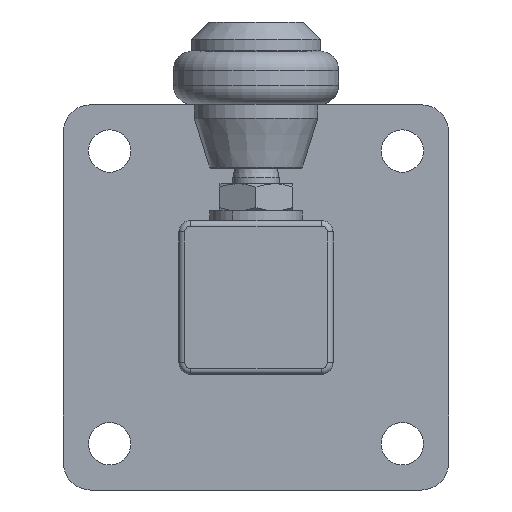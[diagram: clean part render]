
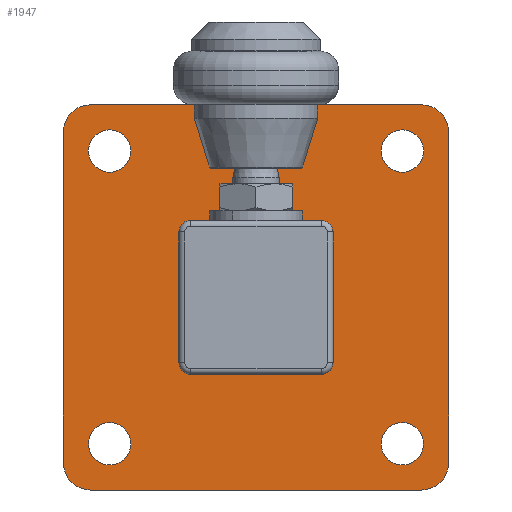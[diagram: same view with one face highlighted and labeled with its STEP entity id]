
A CAD part, front view. The second image highlights one B-rep face of the part: STEP entity #1947.
In plain terms, the highlighted planar face has unit normal (0, -1, 0).
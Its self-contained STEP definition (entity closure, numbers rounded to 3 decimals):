
#73 = CARTESIAN_POINT ( 'NONE',  ( -38., -4., -38. ) ) ;
#135 = VECTOR ( 'NONE', #1386, 1000. ) ;
#172 = VERTEX_POINT ( 'NONE', #4374 ) ;
#194 = VERTEX_POINT ( 'NONE', #1544 ) ;
#251 = CARTESIAN_POINT ( 'NONE',  ( -38., -4., -38. ) ) ;
#361 = VECTOR ( 'NONE', #4690, 1000. ) ;
#394 = AXIS2_PLACEMENT_3D ( 'NONE', #251, #2533, #3034 ) ;
#452 = VERTEX_POINT ( 'NONE', #5760 ) ;
#453 = EDGE_CURVE ( 'NONE', #861, #194, #5103, .T. ) ;
#472 = DIRECTION ( 'NONE',  ( 1., 0., 0. ) ) ;
#478 = CIRCLE ( 'NONE', #1518, 7. ) ;
#495 = ORIENTED_EDGE ( 'NONE', *, *, #6190, .T. ) ;
#544 = DIRECTION ( 'NONE',  ( 1., 0., 0. ) ) ;
#623 = EDGE_CURVE ( 'NONE', #172, #5511, #1634, .T. ) ;
#666 = DIRECTION ( 'NONE',  ( 0., 1., 0. ) ) ;
#723 = EDGE_CURVE ( 'NONE', #2414, #7033, #2103, .T. ) ;
#739 = EDGE_CURVE ( 'NONE', #194, #452, #4535, .T. ) ;
#812 = ORIENTED_EDGE ( 'NONE', *, *, #1490, .T. ) ;
#842 = DIRECTION ( 'NONE',  ( 0., -1., 0. ) ) ;
#861 = VERTEX_POINT ( 'NONE', #1864 ) ;
#885 = CARTESIAN_POINT ( 'NONE',  ( 38., -4., 43.5 ) ) ;
#889 = AXIS2_PLACEMENT_3D ( 'NONE', #2714, #5476, #4242 ) ;
#905 = VERTEX_POINT ( 'NONE', #4944 ) ;
#984 = EDGE_CURVE ( 'NONE', #1498, #861, #5525, .T. ) ;
#996 = DIRECTION ( 'NONE',  ( 0., -1., 0. ) ) ;
#1014 = DIRECTION ( 'NONE',  ( 0., 1., 0. ) ) ;
#1022 = EDGE_CURVE ( 'NONE', #452, #6093, #478, .T. ) ;
#1050 = EDGE_LOOP ( 'NONE', ( #812, #2407, #5778, #3972, #4316, #2635, #6399, #5793 ) ) ;
#1150 = ORIENTED_EDGE ( 'NONE', *, *, #6352, .T. ) ;
#1386 = DIRECTION ( 'NONE',  ( 0., 0., 1. ) ) ;
#1480 = CARTESIAN_POINT ( 'NONE',  ( -38., -4., 43.5 ) ) ;
#1490 = EDGE_CURVE ( 'NONE', #7033, #4998, #4840, .T. ) ;
#1498 = VERTEX_POINT ( 'NONE', #1530 ) ;
#1518 = AXIS2_PLACEMENT_3D ( 'NONE', #1528, #996, #4868 ) ;
#1528 = CARTESIAN_POINT ( 'NONE',  ( 43., -4., -43. ) ) ;
#1530 = CARTESIAN_POINT ( 'NONE',  ( -50., -4., 43. ) ) ;
#1544 = CARTESIAN_POINT ( 'NONE',  ( -43., -4., -50. ) ) ;
#1634 = CIRCLE ( 'NONE', #5688, 5.5 ) ;
#1657 = CIRCLE ( 'NONE', #5718, 5.5 ) ;
#1658 = AXIS2_PLACEMENT_3D ( 'NONE', #2702, #1014, #6487 ) ;
#1693 = CARTESIAN_POINT ( 'NONE',  ( 43., -4., 50. ) ) ;
#1750 = CARTESIAN_POINT ( 'NONE',  ( 38., -4., -38. ) ) ;
#1783 = CIRCLE ( 'NONE', #7115, 5.5 ) ;
#1828 = EDGE_CURVE ( 'NONE', #6093, #2414, #5853, .T. ) ;
#1864 = CARTESIAN_POINT ( 'NONE',  ( -50., -4., -43. ) ) ;
#1947 = ADVANCED_FACE ( 'NONE', ( #4829, #7044, #3656, #3765, #6572 ), #3252, .T. ) ;
#1961 = CARTESIAN_POINT ( 'NONE',  ( 38., -4., -38. ) ) ;
#2103 = CIRCLE ( 'NONE', #5344, 7. ) ;
#2116 = CARTESIAN_POINT ( 'NONE',  ( 50., -4., 50. ) ) ;
#2174 = EDGE_LOOP ( 'NONE', ( #2819, #3668 ) ) ;
#2226 = EDGE_LOOP ( 'NONE', ( #495, #1150 ) ) ;
#2318 = EDGE_CURVE ( 'NONE', #5511, #172, #5858, .T. ) ;
#2388 = DIRECTION ( 'NONE',  ( 1., 0., 0. ) ) ;
#2397 = CARTESIAN_POINT ( 'NONE',  ( 50., -4., -50. ) ) ;
#2407 = ORIENTED_EDGE ( 'NONE', *, *, #4259, .T. ) ;
#2414 = VERTEX_POINT ( 'NONE', #6021 ) ;
#2469 = CIRCLE ( 'NONE', #4087, 5.5 ) ;
#2509 = CIRCLE ( 'NONE', #3314, 7. ) ;
#2511 = DIRECTION ( 'NONE',  ( 0., 1., 0. ) ) ;
#2533 = DIRECTION ( 'NONE',  ( 0., 1., 0. ) ) ;
#2619 = DIRECTION ( 'NONE',  ( -1., 0., 0. ) ) ;
#2635 = ORIENTED_EDGE ( 'NONE', *, *, #1022, .T. ) ;
#2681 = DIRECTION ( 'NONE',  ( 0., 0., -1. ) ) ;
#2702 = CARTESIAN_POINT ( 'NONE',  ( 38., -4., 38. ) ) ;
#2714 = CARTESIAN_POINT ( 'NONE',  ( -50., -4., -50. ) ) ;
#2819 = ORIENTED_EDGE ( 'NONE', *, *, #4814, .T. ) ;
#2861 = DIRECTION ( 'NONE',  ( 1., 0., 0. ) ) ;
#2986 = CARTESIAN_POINT ( 'NONE',  ( -43., -4., -43. ) ) ;
#3025 = VERTEX_POINT ( 'NONE', #885 ) ;
#3034 = DIRECTION ( 'NONE',  ( 1., 0., 0. ) ) ;
#3252 = PLANE ( 'NONE',  #889 ) ;
#3314 = AXIS2_PLACEMENT_3D ( 'NONE', #3507, #842, #5743 ) ;
#3367 = DIRECTION ( 'NONE',  ( 0., 0., -1. ) ) ;
#3408 = CARTESIAN_POINT ( 'NONE',  ( -38., -4., -32.5 ) ) ;
#3478 = DIRECTION ( 'NONE',  ( 1., 0., 0. ) ) ;
#3507 = CARTESIAN_POINT ( 'NONE',  ( -43., -4., 43. ) ) ;
#3656 = FACE_OUTER_BOUND ( 'NONE', #1050, .T. ) ;
#3668 = ORIENTED_EDGE ( 'NONE', *, *, #7046, .T. ) ;
#3716 = VERTEX_POINT ( 'NONE', #5200 ) ;
#3763 = CARTESIAN_POINT ( 'NONE',  ( -38., -4., 38. ) ) ;
#3765 = FACE_BOUND ( 'NONE', #2174, .T. ) ;
#3924 = DIRECTION ( 'NONE',  ( 0., -1., 0. ) ) ;
#3972 = ORIENTED_EDGE ( 'NONE', *, *, #453, .T. ) ;
#4087 = AXIS2_PLACEMENT_3D ( 'NONE', #73, #666, #2861 ) ;
#4157 = DIRECTION ( 'NONE',  ( 0., 1., 0. ) ) ;
#4211 = DIRECTION ( 'NONE',  ( 1., 0., 0. ) ) ;
#4239 = DIRECTION ( 'NONE',  ( 0., 1., 0. ) ) ;
#4242 = DIRECTION ( 'NONE',  ( 0., 0., -1. ) ) ;
#4259 = EDGE_CURVE ( 'NONE', #4998, #1498, #2509, .T. ) ;
#4303 = CARTESIAN_POINT ( 'NONE',  ( 38., -4., 32.5 ) ) ;
#4316 = ORIENTED_EDGE ( 'NONE', *, *, #739, .T. ) ;
#4374 = CARTESIAN_POINT ( 'NONE',  ( 38., -4., -32.5 ) ) ;
#4405 = CARTESIAN_POINT ( 'NONE',  ( 38., -4., 38. ) ) ;
#4535 = LINE ( 'NONE', #6759, #361 ) ;
#4562 = AXIS2_PLACEMENT_3D ( 'NONE', #4405, #6151, #544 ) ;
#4690 = DIRECTION ( 'NONE',  ( 1., 0., 0. ) ) ;
#4802 = CIRCLE ( 'NONE', #394, 5.5 ) ;
#4813 = ORIENTED_EDGE ( 'NONE', *, *, #623, .T. ) ;
#4814 = EDGE_CURVE ( 'NONE', #3025, #6912, #6064, .T. ) ;
#4829 = FACE_BOUND ( 'NONE', #5289, .T. ) ;
#4838 = CARTESIAN_POINT ( 'NONE',  ( -50., -4., 50. ) ) ;
#4840 = LINE ( 'NONE', #2116, #6272 ) ;
#4868 = DIRECTION ( 'NONE',  ( 0., 0., -1. ) ) ;
#4873 = VERTEX_POINT ( 'NONE', #1480 ) ;
#4944 = CARTESIAN_POINT ( 'NONE',  ( -38., -4., -43.5 ) ) ;
#4998 = VERTEX_POINT ( 'NONE', #5575 ) ;
#5065 = EDGE_LOOP ( 'NONE', ( #5538, #6377 ) ) ;
#5103 = CIRCLE ( 'NONE', #5216, 7. ) ;
#5200 = CARTESIAN_POINT ( 'NONE',  ( -38., -4., 32.5 ) ) ;
#5204 = DIRECTION ( 'NONE',  ( 0., -1., 0. ) ) ;
#5216 = AXIS2_PLACEMENT_3D ( 'NONE', #2986, #5204, #6875 ) ;
#5289 = EDGE_LOOP ( 'NONE', ( #4813, #6737 ) ) ;
#5344 = AXIS2_PLACEMENT_3D ( 'NONE', #6696, #3924, #3367 ) ;
#5476 = DIRECTION ( 'NONE',  ( 0., -1., 0. ) ) ;
#5511 = VERTEX_POINT ( 'NONE', #5838 ) ;
#5525 = LINE ( 'NONE', #4838, #6732 ) ;
#5538 = ORIENTED_EDGE ( 'NONE', *, *, #5866, .T. ) ;
#5575 = CARTESIAN_POINT ( 'NONE',  ( -43., -4., 50. ) ) ;
#5642 = DIRECTION ( 'NONE',  ( 0., 1., 0. ) ) ;
#5688 = AXIS2_PLACEMENT_3D ( 'NONE', #1750, #5642, #3478 ) ;
#5716 = VERTEX_POINT ( 'NONE', #3408 ) ;
#5718 = AXIS2_PLACEMENT_3D ( 'NONE', #5860, #2511, #4211 ) ;
#5743 = DIRECTION ( 'NONE',  ( 0., 0., -1. ) ) ;
#5760 = CARTESIAN_POINT ( 'NONE',  ( 43., -4., -50. ) ) ;
#5778 = ORIENTED_EDGE ( 'NONE', *, *, #984, .T. ) ;
#5793 = ORIENTED_EDGE ( 'NONE', *, *, #723, .T. ) ;
#5838 = CARTESIAN_POINT ( 'NONE',  ( 38., -4., -43.5 ) ) ;
#5853 = LINE ( 'NONE', #2397, #135 ) ;
#5858 = CIRCLE ( 'NONE', #6430, 5.5 ) ;
#5860 = CARTESIAN_POINT ( 'NONE',  ( -38., -4., 38. ) ) ;
#5866 = EDGE_CURVE ( 'NONE', #4873, #3716, #1657, .T. ) ;
#6021 = CARTESIAN_POINT ( 'NONE',  ( 50., -4., 43. ) ) ;
#6064 = CIRCLE ( 'NONE', #1658, 5.5 ) ;
#6093 = VERTEX_POINT ( 'NONE', #6748 ) ;
#6151 = DIRECTION ( 'NONE',  ( 0., 1., 0. ) ) ;
#6190 = EDGE_CURVE ( 'NONE', #5716, #905, #2469, .T. ) ;
#6272 = VECTOR ( 'NONE', #2619, 1000. ) ;
#6352 = EDGE_CURVE ( 'NONE', #905, #5716, #4802, .T. ) ;
#6377 = ORIENTED_EDGE ( 'NONE', *, *, #6479, .T. ) ;
#6399 = ORIENTED_EDGE ( 'NONE', *, *, #1828, .T. ) ;
#6430 = AXIS2_PLACEMENT_3D ( 'NONE', #1961, #4157, #2388 ) ;
#6479 = EDGE_CURVE ( 'NONE', #3716, #4873, #1783, .T. ) ;
#6487 = DIRECTION ( 'NONE',  ( 1., 0., 0. ) ) ;
#6572 = FACE_BOUND ( 'NONE', #2226, .T. ) ;
#6696 = CARTESIAN_POINT ( 'NONE',  ( 43., -4., 43. ) ) ;
#6732 = VECTOR ( 'NONE', #2681, 1000. ) ;
#6737 = ORIENTED_EDGE ( 'NONE', *, *, #2318, .T. ) ;
#6748 = CARTESIAN_POINT ( 'NONE',  ( 50., -4., -43. ) ) ;
#6759 = CARTESIAN_POINT ( 'NONE',  ( -50., -4., -50. ) ) ;
#6773 = CIRCLE ( 'NONE', #4562, 5.5 ) ;
#6875 = DIRECTION ( 'NONE',  ( 0., 0., -1. ) ) ;
#6912 = VERTEX_POINT ( 'NONE', #4303 ) ;
#7033 = VERTEX_POINT ( 'NONE', #1693 ) ;
#7044 = FACE_BOUND ( 'NONE', #5065, .T. ) ;
#7046 = EDGE_CURVE ( 'NONE', #6912, #3025, #6773, .T. ) ;
#7115 = AXIS2_PLACEMENT_3D ( 'NONE', #3763, #4239, #472 ) ;
